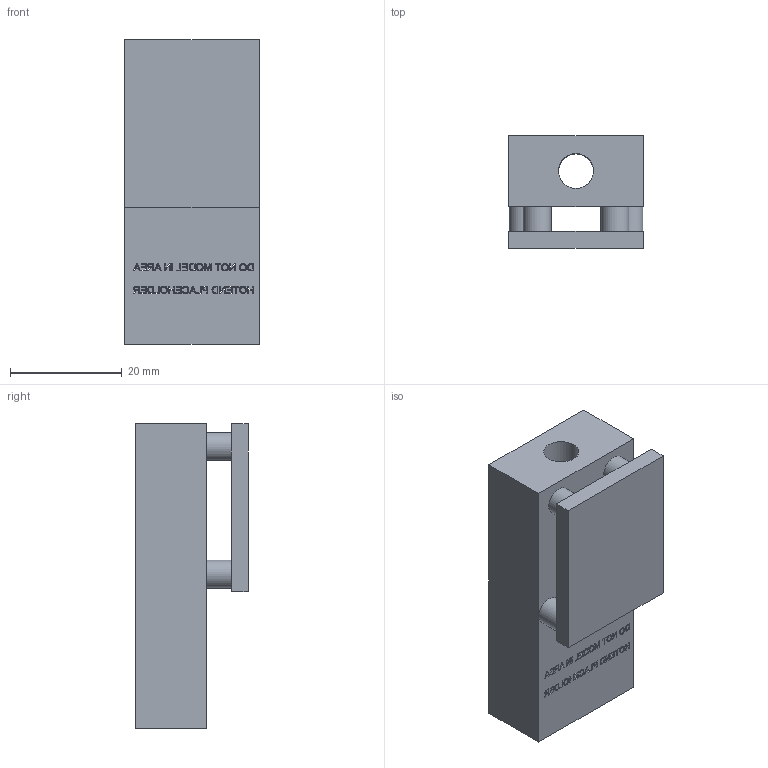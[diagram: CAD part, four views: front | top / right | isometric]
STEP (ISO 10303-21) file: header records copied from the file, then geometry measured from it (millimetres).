
FILE_DESCRIPTION(/* description */ (''),/* implementation_level */ '2;1');
FILE_NAME(/* name */ 'TestBench - Phaetus Heatsink v2.step',/* time_stamp */ '2022-10-12T09:38:07-04:00',/* author */ (''),/* organization */ (''),/* preprocessor_version */ 'ST-DEVELOPER v19',/* originating_system */ 'Autodesk Translation Framework v11.7.0.108',/* authorisation */ '');
FILE_SCHEMA (('AUTOMOTIVE_DESIGN { 1 0 10303 214 3 1 1 }'));
Length unit declared in the file: millimetre
Products named in the file (1): TestBench - Hotend
Bounding box: 24 x 20.1 x 54.4 mm (x, y, z)
Volume: 16586.2 mm3; surface area: 10666.2 mm2
Topology: 21 solids, 21 shells, 705 faces, 1962 edges, 1308 vertices
Faces by surface type: plane 376, bspline 306, cylinder 23
Full cylindrical faces by diameter (mm): 2.5 x8, 5 x4, 6.1 x2, 6.25 x1
Entity records: 27939 total; most frequent: CARTESIAN_POINT 11645, ORIENTED_EDGE 3924, DIRECTION 2272, EDGE_CURVE 1962, VERTEX_POINT 1308, LINE 1228, VECTOR 1228, EDGE_LOOP 810
